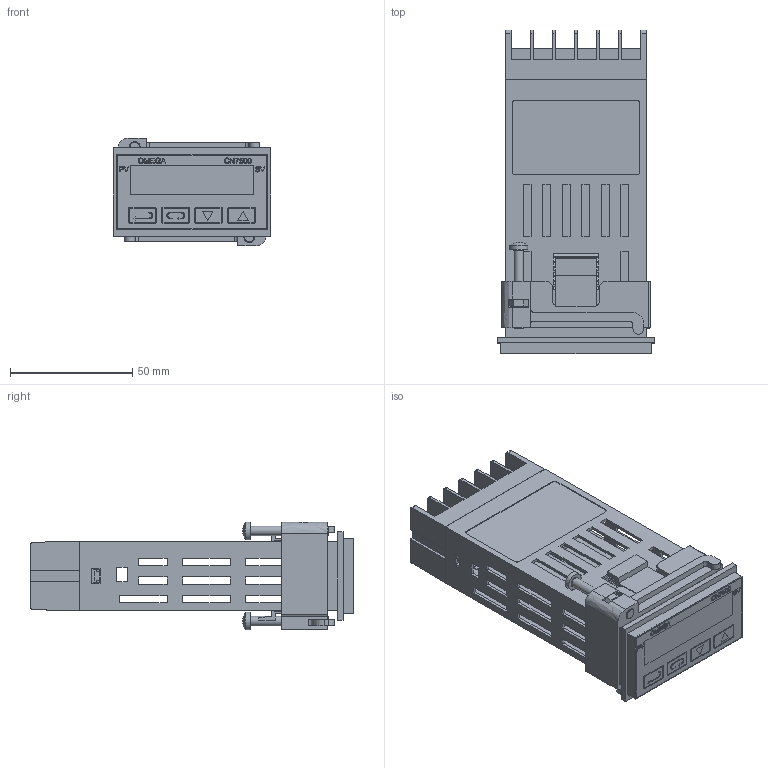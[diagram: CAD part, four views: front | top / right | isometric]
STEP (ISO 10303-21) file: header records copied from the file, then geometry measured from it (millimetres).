
FILE_DESCRIPTION(('FreeCAD Model'),'2;1');
FILE_NAME('Open CASCADE Shape Model','2025-05-07T18:35:34',('FreeCAD'),( 'FreeCAD'),'Open CASCADE STEP processor 7.6','FreeCAD','Unknown');
FILE_SCHEMA(('AUTOMOTIVE_DESIGN { 1 0 10303 214 1 1 1 1 }'));
Products named in the file (1): Open CASCADE STEP translator 7.6 1
Bounding box: 64.4 x 132.18 x 44.04 mm (x, y, z)
Volume: 59069.3 mm3; surface area: 90845.9 mm2
Topology: 92 solids, 92 shells, 1786 faces, 4731 edges, 3126 vertices
Faces by surface type: bspline 1786
Entity records: 50714 total; most frequent: CARTESIAN_POINT 21603, ORIENTED_EDGE 9458, EDGE_CURVE 4729, B_SPLINE_CURVE_WITH_KNOTS 4311, VERTEX_POINT 3126, FACE_BOUND 1937, EDGE_LOOP 1937, ADVANCED_FACE 1786
